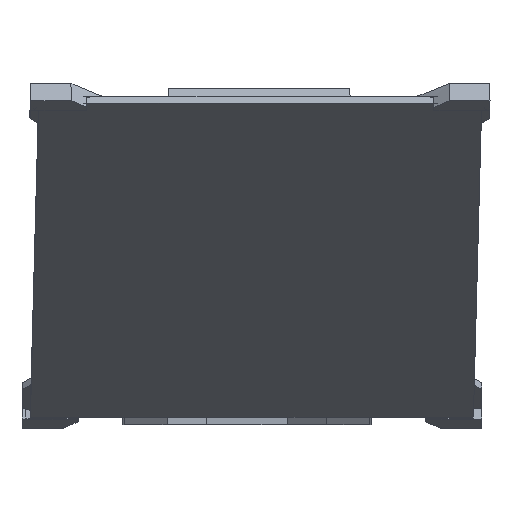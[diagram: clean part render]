
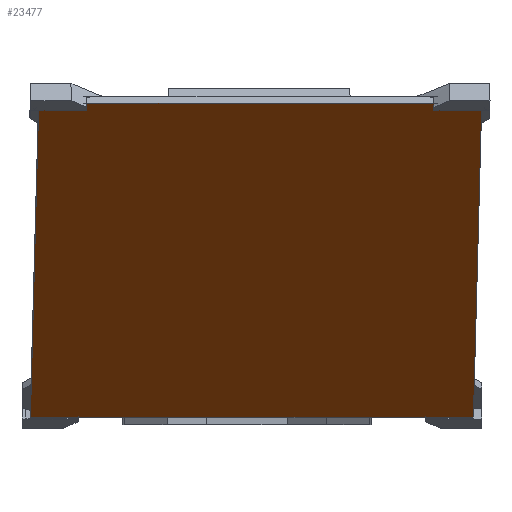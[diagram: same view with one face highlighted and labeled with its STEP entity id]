
A CAD part, top view. The second image highlights one B-rep face of the part: STEP entity #23477.
In plain terms, the highlighted face is planar.
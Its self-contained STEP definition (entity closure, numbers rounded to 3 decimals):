
#2341=FACE_OUTER_BOUND('',#3786,.T.);
#3786=EDGE_LOOP('',(#21605,#21606,#21607,#21608));
#7075=LINE('',#45439,#9093);
#7078=LINE('',#45445,#9096);
#7081=LINE('',#45451,#9099);
#7084=LINE('',#45455,#9102);
#9093=VECTOR('',#27892,10.);
#9096=VECTOR('',#27897,10.);
#9099=VECTOR('',#27902,10.);
#9102=VECTOR('',#27907,10.);
#11373=VERTEX_POINT('',#45436);
#11374=VERTEX_POINT('',#45438);
#11376=VERTEX_POINT('',#45444);
#11378=VERTEX_POINT('',#45450);
#14783=EDGE_CURVE('',#11374,#11373,#7075,.T.);
#14786=EDGE_CURVE('',#11376,#11374,#7078,.T.);
#14789=EDGE_CURVE('',#11378,#11376,#7081,.T.);
#14792=EDGE_CURVE('',#11373,#11378,#7084,.T.);
#21605=ORIENTED_EDGE('',*,*,#14792,.T.);
#21606=ORIENTED_EDGE('',*,*,#14789,.T.);
#21607=ORIENTED_EDGE('',*,*,#14786,.T.);
#21608=ORIENTED_EDGE('',*,*,#14783,.T.);
#22189=PLANE('',#24335);
#23477=ADVANCED_FACE('',(#2341),#22189,.T.);
#24335=AXIS2_PLACEMENT_3D('',#45456,#27908,#27909);
#27892=DIRECTION('',(0.,1.,0.));
#27897=DIRECTION('',(1.,0.,0.));
#27902=DIRECTION('',(0.,-1.,0.));
#27907=DIRECTION('',(-1.,0.,0.));
#27908=DIRECTION('center_axis',(0.,0.,1.));
#27909=DIRECTION('ref_axis',(1.,0.,0.));
#45436=CARTESIAN_POINT('',(55.,68.,2.));
#45438=CARTESIAN_POINT('',(55.,-68.,2.));
#45439=CARTESIAN_POINT('',(55.,-68.,2.));
#45444=CARTESIAN_POINT('',(-55.,-68.,2.));
#45445=CARTESIAN_POINT('',(-55.,-68.,2.));
#45450=CARTESIAN_POINT('',(-55.,68.,2.));
#45451=CARTESIAN_POINT('',(-55.,68.,2.));
#45455=CARTESIAN_POINT('',(55.,68.,2.));
#45456=CARTESIAN_POINT('Origin',(0.,0.,
2.));
